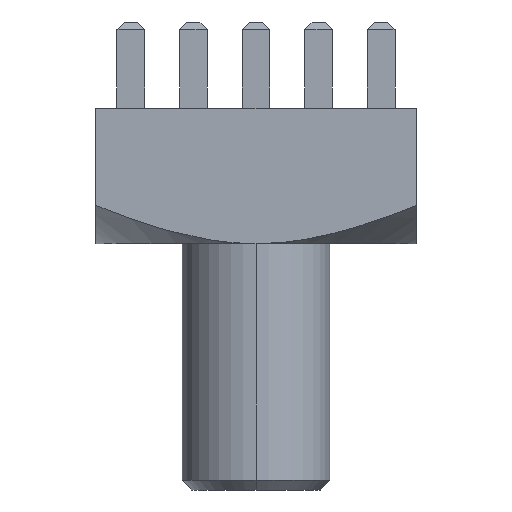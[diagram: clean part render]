
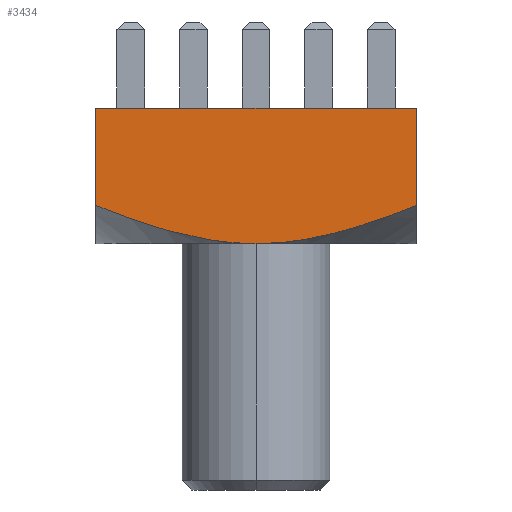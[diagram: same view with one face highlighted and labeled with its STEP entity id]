
A CAD part, left-side view. The second image highlights one B-rep face of the part: STEP entity #3434.
In plain terms, the highlighted planar face has unit normal (-1, 0, 0).
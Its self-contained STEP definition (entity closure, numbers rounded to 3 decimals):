
#436 = VERTEX_POINT ( 'NONE', #4450 ) ;
#437 = VERTEX_POINT ( 'NONE', #4451 ) ;
#447 = VERTEX_POINT ( 'NONE', #4461 ) ;
#531 = VERTEX_POINT ( 'NONE', #2124 ) ;
#537 = VERTEX_POINT ( 'NONE', #2130 ) ;
#954 = VECTOR ( 'NONE', #5558, 1000. ) ;
#959 = VECTOR ( 'NONE', #5577, 1000. ) ;
#1447 = CARTESIAN_POINT ( 'NONE',  ( -6.5, -6.5, 5.5 ) ) ;
#1455 = FACE_OUTER_BOUND ( 'NONE', #4415, .T. ) ;
#1456 = PLANE ( 'NONE',  #1977 ) ;
#1459 = DIRECTION ( 'NONE',  ( 1., 0., 0. ) ) ;
#1460 = DIRECTION ( 'NONE',  ( 0., 0., -1. ) ) ;
#1977 = AXIS2_PLACEMENT_3D ( 'NONE', #1447, #1459, #1460 ) ;
#2124 = CARTESIAN_POINT ( 'NONE',  ( -6.5, 6.5, 5.5 ) ) ;
#2130 = CARTESIAN_POINT ( 'NONE',  ( -6.5, -6.5, 5.5 ) ) ;
#2676 = EDGE_CURVE ( 'NONE', #531, #437, #5553, .T. ) ;
#2677 = EDGE_CURVE ( 'NONE', #437, #447, #3230, .T. ) ;
#2678 = EDGE_CURVE ( 'NONE', #447, #436, #3229, .T. ) ;
#2679 = EDGE_CURVE ( 'NONE', #537, #436, #5574, .T. ) ;
#2714 = VECTOR ( 'NONE', #3023, 1000. ) ;
#3020 = LINE ( 'NONE', #3022, #2714 ) ;
#3022 = CARTESIAN_POINT ( 'NONE',  ( -6.5, -6.5, 5.5 ) ) ;
#3023 = DIRECTION ( 'NONE',  ( 0., -1., 0. ) ) ;
#3229 = B_SPLINE_CURVE_WITH_KNOTS ( 'NONE', 3,
 ( #5559, #5560, #5568, #5569, #5570, #5571, #5572, #5573 ),
 .UNSPECIFIED., .F., .F.,
 ( 4, 2, 2, 4 ),
 ( 0.024, 0.025, 0.027, 0.03 ),
 .UNSPECIFIED. ) ;
#3230 = B_SPLINE_CURVE_WITH_KNOTS ( 'NONE', 3,
 ( #5557, #5528, #5561, #5562, #5563, #5564, #5565, #5566 ),
 .UNSPECIFIED., .F., .F.,
 ( 4, 2, 2, 4 ),
 ( 0.017, 0.019, 0.02, 0.024 ),
 .UNSPECIFIED. ) ;
#3434 = ADVANCED_FACE ( 'NONE', ( #1455 ), #1456, .F. ) ;
#4415 = EDGE_LOOP ( 'NONE', ( #6454, #6451, #6450, #6452, #6453 ) ) ;
#4450 = CARTESIAN_POINT ( 'NONE',  ( -6.5, -6.5, 1.554 ) ) ;
#4451 = CARTESIAN_POINT ( 'NONE',  ( -6.5, 6.5, 1.554 ) ) ;
#4461 = CARTESIAN_POINT ( 'NONE',  ( -6.5, 0., 0. ) ) ;
#5090 = EDGE_CURVE ( 'NONE', #531, #537, #3020, .T. ) ;
#5528 = CARTESIAN_POINT ( 'NONE',  ( -6.5, 5.98, 1.342 ) ) ;
#5537 = CARTESIAN_POINT ( 'NONE',  ( -6.5, 6.5, 5.5 ) ) ;
#5553 = LINE ( 'NONE', #5537, #954 ) ;
#5557 = CARTESIAN_POINT ( 'NONE',  ( -6.5, 6.5, 1.554 ) ) ;
#5558 = DIRECTION ( 'NONE',  ( 0., 0., -1. ) ) ;
#5559 = CARTESIAN_POINT ( 'NONE',  ( -6.5, 0., 0. ) ) ;
#5560 = CARTESIAN_POINT ( 'NONE',  ( -6.5, -0.558, 0. ) ) ;
#5561 = CARTESIAN_POINT ( 'NONE',  ( -6.5, 5.455, 1.14 ) ) ;
#5562 = CARTESIAN_POINT ( 'NONE',  ( -6.5, 4.39, 0.769 ) ) ;
#5563 = CARTESIAN_POINT ( 'NONE',  ( -6.5, 3.851, 0.6 ) ) ;
#5564 = CARTESIAN_POINT ( 'NONE',  ( -6.5, 2.227, 0.175 ) ) ;
#5565 = CARTESIAN_POINT ( 'NONE',  ( -6.5, 1.127, 0. ) ) ;
#5566 = CARTESIAN_POINT ( 'NONE',  ( -6.5, 0., 0. ) ) ;
#5568 = CARTESIAN_POINT ( 'NONE',  ( -6.5, -1.126, 0.043 ) ) ;
#5569 = CARTESIAN_POINT ( 'NONE',  ( -6.5, -2.235, 0.203 ) ) ;
#5570 = CARTESIAN_POINT ( 'NONE',  ( -6.5, -2.781, 0.32 ) ) ;
#5571 = CARTESIAN_POINT ( 'NONE',  ( -6.5, -4.402, 0.745 ) ) ;
#5572 = CARTESIAN_POINT ( 'NONE',  ( -6.5, -5.462, 1.131 ) ) ;
#5573 = CARTESIAN_POINT ( 'NONE',  ( -6.5, -6.5, 1.554 ) ) ;
#5574 = LINE ( 'NONE', #5576, #959 ) ;
#5576 = CARTESIAN_POINT ( 'NONE',  ( -6.5, -6.5, 5.5 ) ) ;
#5577 = DIRECTION ( 'NONE',  ( 0., 0., -1. ) ) ;
#6450 = ORIENTED_EDGE ( 'NONE', *, *, #2678, .T. ) ;
#6451 = ORIENTED_EDGE ( 'NONE', *, *, #2677, .T. ) ;
#6452 = ORIENTED_EDGE ( 'NONE', *, *, #2679, .F. ) ;
#6453 = ORIENTED_EDGE ( 'NONE', *, *, #5090, .F. ) ;
#6454 = ORIENTED_EDGE ( 'NONE', *, *, #2676, .T. ) ;
